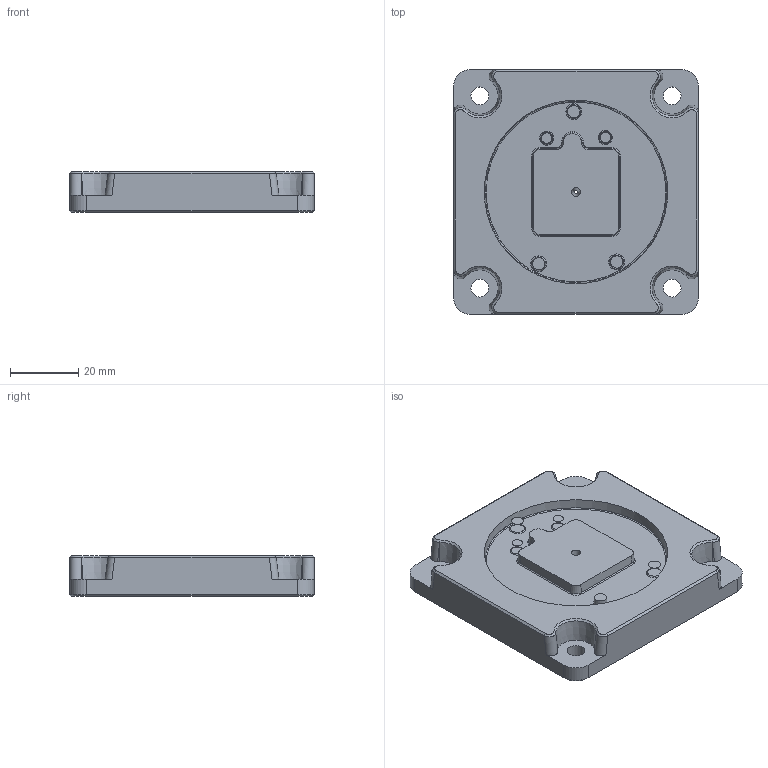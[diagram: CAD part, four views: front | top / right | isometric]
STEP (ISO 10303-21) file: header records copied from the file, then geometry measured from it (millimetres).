
FILE_DESCRIPTION(/* description */ (''),/* implementation_level */ '2;1');
FILE_NAME(/* name */ 'IM1-MoldBottom.stp',/* time_stamp */ '2023-06-30T13:28:25+02:00',/* author */ ('buchmannmartin'),/* organization */ (''),/* preprocessor_version */ 'ST-DEVELOPER v19.2',/* originating_system */ 'Autodesk Inventor 2024',/* authorisation */ '');
FILE_SCHEMA (('AUTOMOTIVE_DESIGN { 1 0 10303 214 3 1 1 }'));
Length unit declared in the file: millimetre
Products named in the file (1): IM1-MoldBottom
Bounding box: 72 x 72 x 12 mm (x, y, z)
Volume: 52563.7 mm3; surface area: 14666.1 mm2
Topology: 1 solids, 1 shells, 131 faces, 322 edges, 200 vertices
Faces by surface type: plane 46, bspline 28, cone 24, cylinder 21, torus 11, sphere 1
Full cylindrical faces by diameter (mm): 5.2 x4
Entity records: 4413 total; most frequent: CARTESIAN_POINT 1374, ORIENTED_EDGE 644, DIRECTION 576, EDGE_CURVE 322, AXIS2_PLACEMENT_3D 206, VERTEX_POINT 200, LINE 164, VECTOR 164
